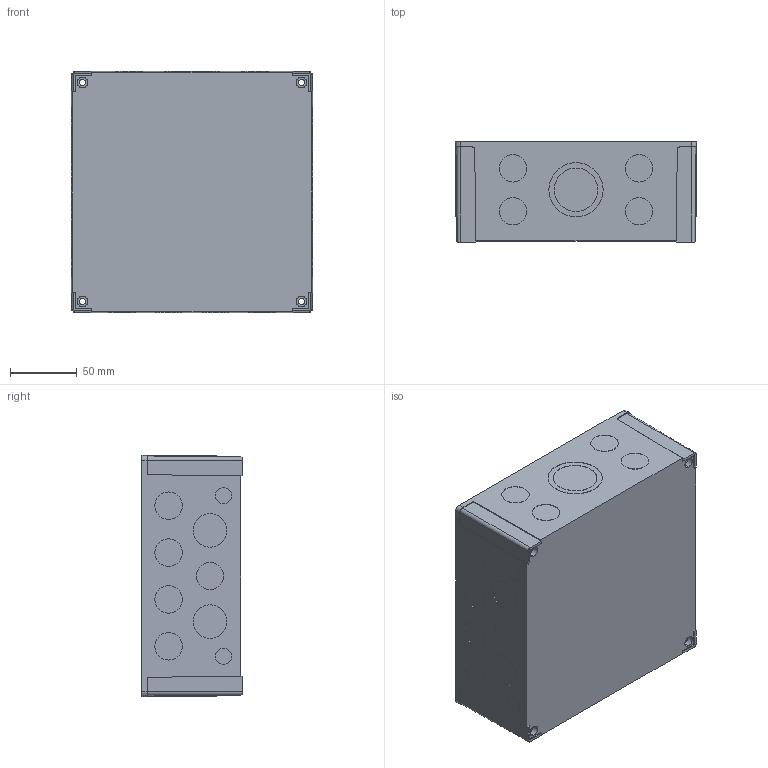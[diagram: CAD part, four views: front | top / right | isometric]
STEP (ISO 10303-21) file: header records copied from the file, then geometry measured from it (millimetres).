
FILE_DESCRIPTION (( 'STEP AP214' ), '1' );
FILE_NAME ('FIBOX_MNXPCM175XB.STEP', '2016-09-01T08:50:48', ( '' ), ( '' ), 'SwSTEP 2.0', 'SolidWorks 2015', '' );
FILE_SCHEMA (( 'AUTOMOTIVE_DESIGN' ));
Length unit declared in the file: millimetre
Products named in the file (1): FIBOX_MNXPCM175XB
Bounding box: 180.1 x 75 x 180.1 mm (x, y, z)
Volume: 331330.2 mm3; surface area: 177088.7 mm2
Topology: 1 solids, 1 shells, 428 faces, 993 edges, 662 vertices
Faces by surface type: plane 208, cylinder 200, cone 20
Entity records: 12443 total; most frequent: DIRECTION 2251, CARTESIAN_POINT 2228, ORIENTED_EDGE 1986, EDGE_CURVE 993, AXIS2_PLACEMENT_3D 861, VERTEX_POINT 662, EDGE_LOOP 531, LINE 529
